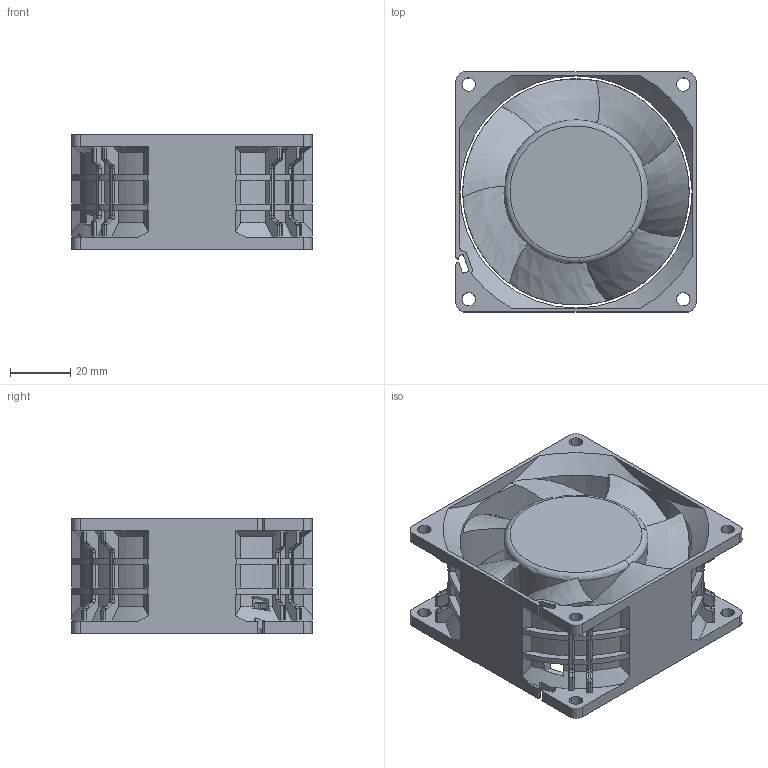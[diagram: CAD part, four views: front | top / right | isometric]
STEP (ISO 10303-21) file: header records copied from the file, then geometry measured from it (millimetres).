
FILE_DESCRIPTION((''),'2;1');
FILE_NAME('ASM0010_ASM','2011-09-23T',('HSIAOCHEN.HO'),(''),'PRO/ENGINEER BY PARAMETRIC TECHNOLOGY CORPORATION, 2008150','PRO/ENGINEER BY PARAMETRIC TECHNOLOGY CORPORATION, 2008150','');
FILE_SCHEMA(('CONFIG_CONTROL_DESIGN'));
Length unit declared in the file: millimetre
Products named in the file (3): 1; PRT0002; ASM0010_ASM
Assembly tree (2 placements, depth 2):
  ASM0010_ASM
    1
    PRT0002
Bounding box: 80 x 80 x 38 mm (x, y, z)
Volume: 50761.6 mm3; surface area: 53149.9 mm2
Topology: 3 solids, 3 shells, 720 faces, 1973 edges, 1257 vertices
Faces by surface type: plane 252, cylinder 210, bspline 142, cone 66, torus 42, sphere 8
Entity records: 31276 total; most frequent: CARTESIAN_POINT 13857, ORIENTED_EDGE 3946, DIRECTION 3311, EDGE_CURVE 1973, AXIS2_PLACEMENT_3D 1267, VERTEX_POINT 1258, VECTOR 777, LINE 777
